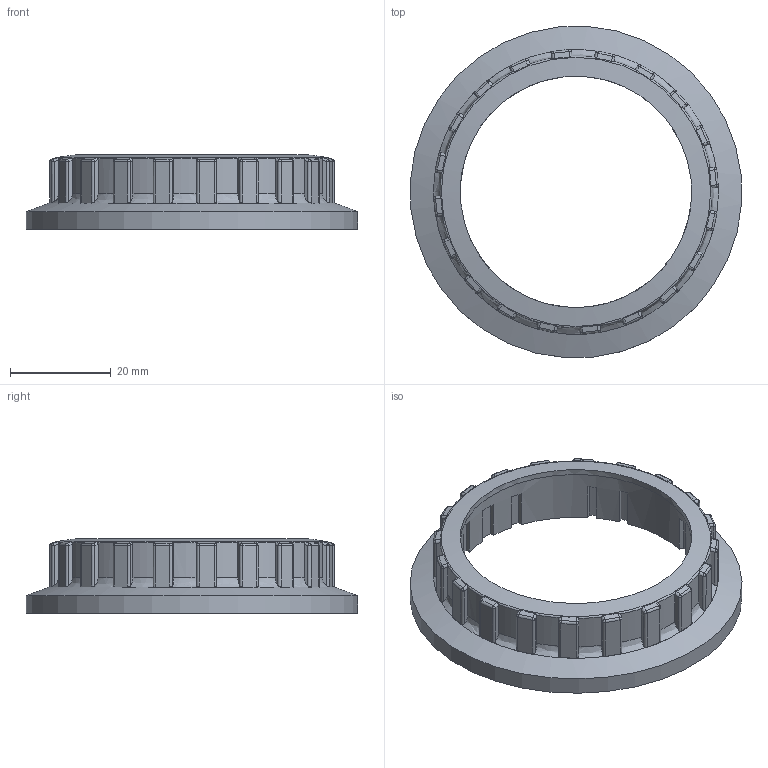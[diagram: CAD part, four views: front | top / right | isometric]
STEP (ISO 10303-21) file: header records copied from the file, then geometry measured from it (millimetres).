
FILE_DESCRIPTION(/* description */ (''),/* implementation_level */ '2;1');
FILE_NAME(/* name */ 'Knob.step',/* time_stamp */ '2023-03-29T20:20:07+01:00',/* author */ (''),/* organization */ (''),/* preprocessor_version */ 'ST-DEVELOPER v19.2',/* originating_system */ 'Autodesk Translation Framework v11.17.0.187',/* authorisation */ '');
FILE_SCHEMA (('AUTOMOTIVE_DESIGN { 1 0 10303 214 3 1 1 }'));
Length unit declared in the file: millimetre
Products named in the file (1): Knob
Bounding box: 65.84 x 65.84 x 14.82 mm (x, y, z)
Volume: 8901.7 mm3; surface area: 8663.2 mm2
Topology: 1 solids, 1 shells, 311 faces, 804 edges, 496 vertices
Faces by surface type: cylinder 136, plane 131, sphere 40, cone 2, torus 1, bspline 1
Full cylindrical faces by diameter (mm): 46 x1, 49.6 x1, 63.2 x1, 66 x1
Entity records: 13837 total; most frequent: CARTESIAN_POINT 6480, ORIENTED_EDGE 1608, DIRECTION 1448, EDGE_CURVE 804, AXIS2_PLACEMENT_3D 538, VERTEX_POINT 496, LINE 372, VECTOR 372
